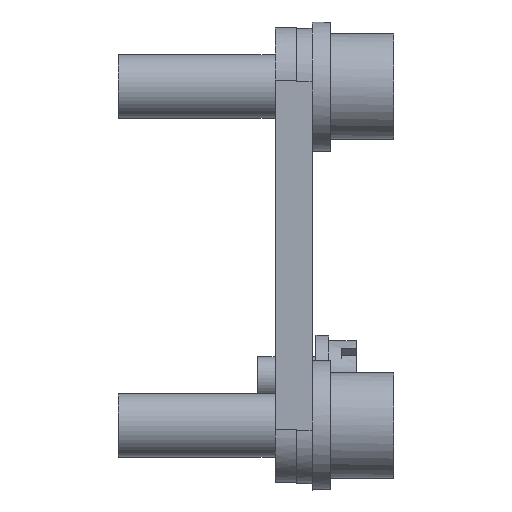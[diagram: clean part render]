
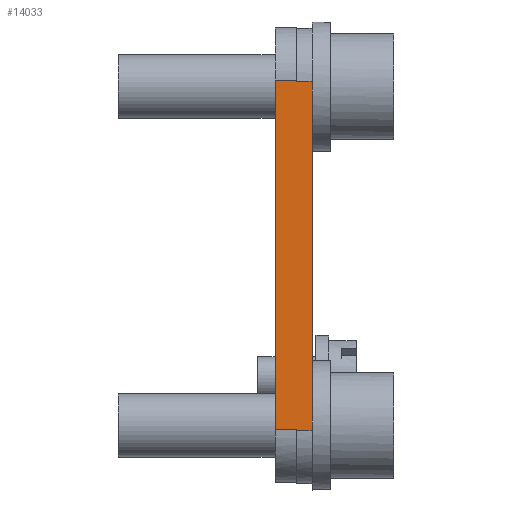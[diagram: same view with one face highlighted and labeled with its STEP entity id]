
A CAD part, left-side view. The second image highlights one B-rep face of the part: STEP entity #14033.
In plain terms, the highlighted free-form (B-spline) face has degree [1, 1] with [2, 2] control points.
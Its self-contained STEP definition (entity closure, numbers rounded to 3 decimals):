
#9346=CARTESIAN_POINT('V487',(-70.5,-3.5,
   16.5));
#9347=VERTEX_POINT('V487',#9346);
#9362=CARTESIAN_POINT('V238',(-70.5,-2.0,
   16.6));
#9363=VERTEX_POINT('V238',#9362);
#9377=CARTESIAN_POINT('V488',(-70.5,-2.0,
   16.5));
#9378=VERTEX_POINT('V488',#9377);
#9379=CARTESIAN_POINT('E724',(-70.5,-2.0,
   16.5));
#9380=CARTESIAN_POINT('E724',(-70.5,-2.0,
   16.55));
#9381=CARTESIAN_POINT('E724',(-70.499,-2.0,
   16.6));
#9389=(BOUNDED_CURVE()B_SPLINE_CURVE(2,(#9379,#9380,#9381),
   .CIRCULAR_ARC.,.F.,.U.)B_SPLINE_CURVE_WITH_KNOTS((3,3),(
   6.573,6.667),.UNSPECIFIED.)CURVE()
   GEOMETRIC_REPRESENTATION_ITEM()RATIONAL_B_SPLINE_CURVE((1.0,
   0.996,0.992))REPRESENTATION_ITEM('E724')
   );
#9390=EDGE_CURVE('E724',#9378,#9363,#9389,.T.);
#9392=CARTESIAN_POINT('E723',(-70.5,-3.5,
   16.5));
#9393=CARTESIAN_POINT('E723',(-70.5,-2.0,
   16.5));
#9394=QUASI_UNIFORM_CURVE('E723',1,(#9392,#9393),.POLYLINE_FORM.,.F.,
   .U.);
#9395=EDGE_CURVE('E723',#9347,#9378,#9394,.T.);
#11990=CARTESIAN_POINT('V286',(-70.5,0.,
   16.6));
#11991=VERTEX_POINT('V286',#11990);
#12005=CARTESIAN_POINT('E431',(-70.5,-2.0,
   16.6));
#12006=CARTESIAN_POINT('E431',(-70.5,0.,
   16.6));
#12007=QUASI_UNIFORM_CURVE('E431',1,(#12005,#12006),.POLYLINE_FORM.,
   .F.,.U.);
#12008=EDGE_CURVE('E431',#9363,#11991,#12007,.T.);
#12018=CARTESIAN_POINT('V294',(-70.5,0.,
   -16.4));
#12019=VERTEX_POINT('V294',#12018);
#12033=CARTESIAN_POINT('E725',(-70.5,0.,
   16.6));
#12034=CARTESIAN_POINT('E725',(-70.5,0.,
   -16.4));
#12035=B_SPLINE_CURVE_WITH_KNOTS('E725',1,(#12033,#12034),
   .POLYLINE_FORM.,.F.,.U.,(2,2),(0.0,16.5),
   .UNSPECIFIED.);
#12036=EDGE_CURVE('E725',#11991,#12019,#12035,.T.);
#12098=CARTESIAN_POINT('V221',(-70.5,-2.0,
   -16.5));
#12099=VERTEX_POINT('V221',#12098);
#12113=CARTESIAN_POINT('V293',(-70.5,-2.0,
   -16.4));
#12114=VERTEX_POINT('V293',#12113);
#12115=CARTESIAN_POINT('E441',(-70.5,-2.0,
   -16.4));
#12116=CARTESIAN_POINT('E441',(-70.5,-2.0,
   -16.45));
#12117=CARTESIAN_POINT('E441',(-70.499,-2.0,
   -16.5));
#12125=(BOUNDED_CURVE()B_SPLINE_CURVE(2,(#12115,#12116,#12117),
   .CIRCULAR_ARC.,.F.,.U.)B_SPLINE_CURVE_WITH_KNOTS((3,3),(
   4.93,5.0),.UNSPECIFIED.)CURVE()
   GEOMETRIC_REPRESENTATION_ITEM()RATIONAL_B_SPLINE_CURVE((1.0,
   0.996,0.992))REPRESENTATION_ITEM('E441')
   );
#12126=EDGE_CURVE('E441',#12114,#12099,#12125,.T.);
#12128=CARTESIAN_POINT('E442',(-70.5,0.,
   -16.4));
#12129=CARTESIAN_POINT('E442',(-70.5,-2.0,
   -16.4));
#12130=QUASI_UNIFORM_CURVE('E442',1,(#12128,#12129),.POLYLINE_FORM.,
   .F.,.U.);
#12131=EDGE_CURVE('E442',#12019,#12114,#12130,.T.);
#12186=CARTESIAN_POINT('V484',(-70.5,
   -3.5,-16.5));
#12187=VERTEX_POINT('V484',#12186);
#12201=CARTESIAN_POINT('E726',(-70.5,-2.0,
   -16.5));
#12202=CARTESIAN_POINT('E726',(-70.5,
   -3.5,-16.5));
#12203=QUASI_UNIFORM_CURVE('E726',1,(#12201,#12202),.POLYLINE_FORM.,
   .F.,.U.);
#12204=EDGE_CURVE('E726',#12099,#12187,#12203,.T.);
#13938=CARTESIAN_POINT('V486',(-70.5,
   -3.5,13.362));
#13939=VERTEX_POINT('V486',#13938);
#13992=CARTESIAN_POINT('E722',(-70.5,
   -3.5,13.362));
#13993=CARTESIAN_POINT('E722',(-70.5,
   -3.5,16.5));
#13994=B_SPLINE_CURVE_WITH_KNOTS('E722',1,(#13992,#13993),
   .POLYLINE_FORM.,.F.,.U.,(2,2),(19.908,22.0),
   .UNSPECIFIED.);
#13995=EDGE_CURVE('E722',#13939,#9347,#13994,.T.);
#14006=CARTESIAN_POINT('F286',(-70.5,
   -3.6,-16.6));
#14007=CARTESIAN_POINT('F286',(-70.5,
   -3.6,16.7));
#14008=CARTESIAN_POINT('F286',(-70.5,0.1,
   -16.6));
#14009=CARTESIAN_POINT('F286',(-70.5,0.1,
   16.7));
#14010=B_SPLINE_SURFACE_WITH_KNOTS('F286',1,1,((#14006,#14008),(
   #14007,#14009)),.PLANE_SURF.,.F.,.F.,.U.,(2,2),(2,2),(0.0,9.0),
   (0.0,1.0),.UNSPECIFIED.);
#14011=CARTESIAN_POINT('V485',(-70.5,
   -3.5,-13.362));
#14012=VERTEX_POINT('V485',#14011);
#14013=CARTESIAN_POINT('E720',(-70.5,
   -3.5,-16.5));
#14014=CARTESIAN_POINT('E720',(-70.5,
   -3.5,-13.362));
#14015=B_SPLINE_CURVE_WITH_KNOTS('E720',1,(#14013,#14014),
   .POLYLINE_FORM.,.F.,.U.,(2,2),(0.0,2.092),
   .UNSPECIFIED.);
#14016=EDGE_CURVE('E720',#12187,#14012,#14015,.T.);
#14017=ORIENTED_EDGE('E720',*,*,#14016,.T.);
#14018=CARTESIAN_POINT('E721',(-70.5,
   -3.5,-13.362));
#14019=CARTESIAN_POINT('E721',(-70.5,
   -3.5,13.362));
#14020=B_SPLINE_CURVE_WITH_KNOTS('E721',1,(#14018,#14019),
   .POLYLINE_FORM.,.F.,.U.,(2,2),(2.092,
   19.908),.UNSPECIFIED.);
#14021=EDGE_CURVE('E721',#14012,#13939,#14020,.T.);
#14022=ORIENTED_EDGE('E721',*,*,#14021,.T.);
#14023=ORIENTED_EDGE('E722',*,*,#13995,.T.);
#14024=ORIENTED_EDGE('F287',*,*,#9395,.T.);
#14025=ORIENTED_EDGE('E724',*,*,#9390,.T.);
#14026=ORIENTED_EDGE('F163',*,*,#12008,.T.);
#14027=ORIENTED_EDGE('E725',*,*,#12036,.T.);
#14028=ORIENTED_EDGE('E442',*,*,#12131,.T.);
#14029=ORIENTED_EDGE('E441',*,*,#12126,.T.);
#14030=ORIENTED_EDGE('E726',*,*,#12204,.T.);
#14031=EDGE_LOOP('F286',(#14017,#14022,#14023,#14024,#14025,#14026,
   #14027,#14028,#14029,#14030));
#14032=FACE_OUTER_BOUND('F286',#14031,.T.);
#14033=ADVANCED_FACE('F286',(#14032),#14010,.T.);
